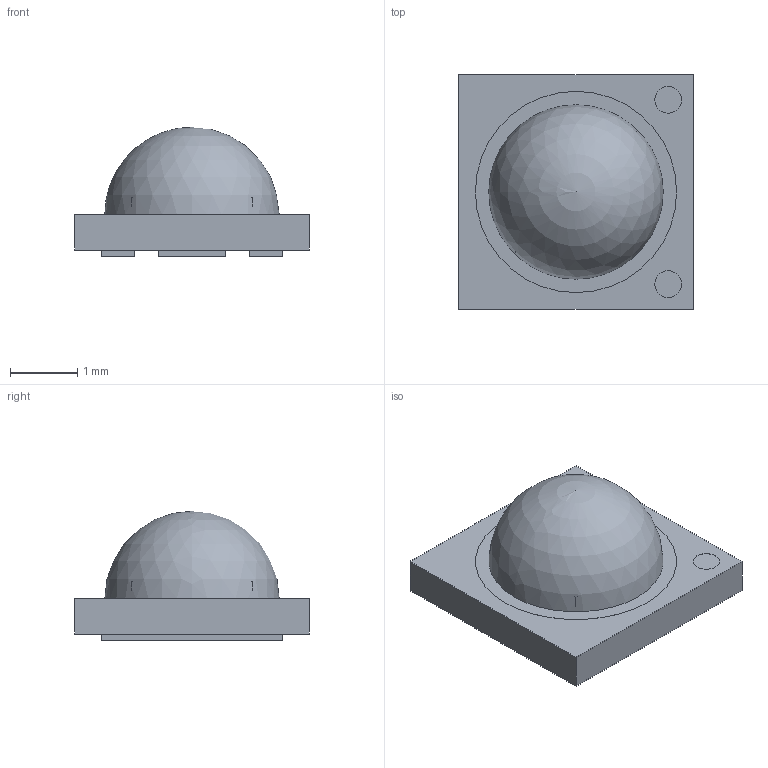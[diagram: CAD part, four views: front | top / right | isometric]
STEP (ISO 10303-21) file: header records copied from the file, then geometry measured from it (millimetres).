
FILE_DESCRIPTION(/* description */ ('Unknown'),/* implementation_level */ '2;1');
FILE_NAME(/* name */ '150353FS74500A',/* time_stamp */ '2025-01-23T13:08:17+01:00',/* author */ ('Unknown'),/* organization */ ('Unknown'),/* preprocessor_version */ 'ST-DEVELOPER v19.4',/* originating_system */ 'Solid Edge',/* authorisation */ 'Unknown');
FILE_SCHEMA (('AUTOMOTIVE_DESIGN {1 0 10303 214 3 1 1}'));
Length unit declared in the file: millimetre
Products named in the file (4): 150353FS74500A; Pad; Base; Dome
Assembly tree (3 placements, depth 2):
  150353FS74500A
    Pad
    Base
    Dome
Bounding box: 3.5 x 3.5 x 1.93 mm (x, y, z)
Volume: 12.4 mm3; surface area: 62.5 mm2
Topology: 5 solids, 5 shells, 37 faces, 73 edges, 49 vertices
Faces by surface type: plane 33, cylinder 3, sphere 1
Full cylindrical faces by diameter (mm): 0.4 x2, 3 x1
Entity records: 1132 total; most frequent: DIRECTION 156, CARTESIAN_POINT 155, ORIENTED_EDGE 134, EDGE_CURVE 67, LINE 60, VECTOR 60, AXIS2_PLACEMENT_3D 48, VERTEX_POINT 47
